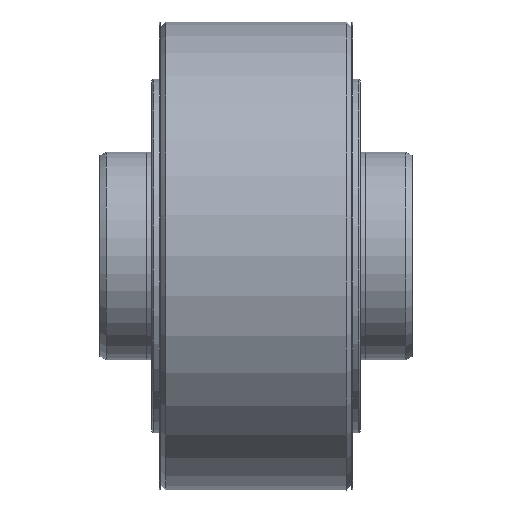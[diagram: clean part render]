
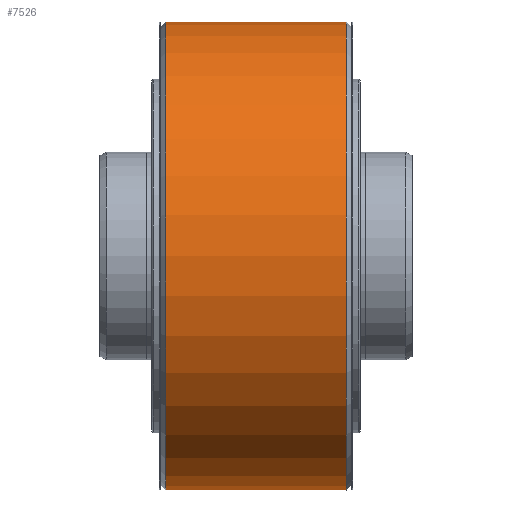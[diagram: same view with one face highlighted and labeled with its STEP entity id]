
A CAD part, top view. The second image highlights one B-rep face of the part: STEP entity #7526.
In plain terms, the highlighted cylindrical face has radius 45 mm (diameter 90 mm), a partial arc.
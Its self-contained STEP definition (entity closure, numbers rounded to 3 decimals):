
#6917=CARTESIAN_POINT('',(-17.4,0.,0.));
#6918=DIRECTION('',(1.,0.,0.));
#6919=DIRECTION('',(0.,1.,0.));
#6920=AXIS2_PLACEMENT_3D('',#6917,#6918,#6919);
#6922=CARTESIAN_POINT('',(-17.4,0.,0.));
#6923=DIRECTION('',(1.,0.,0.));
#6924=DIRECTION('',(0.,0.,1.));
#6925=AXIS2_PLACEMENT_3D('',#6922,#6923,#6924);
#6945=DIRECTION('',(-1.,0.,0.));
#6946=VECTOR('',#6945,34.8);
#6947=CARTESIAN_POINT('',(17.4,45.,0.));
#6948=LINE('',#6947,#6946);
#7063=CARTESIAN_POINT('',(17.4,0.,0.));
#7064=DIRECTION('',(-1.,0.,0.));
#7065=DIRECTION('',(0.,-1.,0.));
#7066=AXIS2_PLACEMENT_3D('',#7063,#7064,#7065);
#7068=CARTESIAN_POINT('',(17.4,0.,0.));
#7069=DIRECTION('',(-1.,0.,0.));
#7070=DIRECTION('',(0.,0.,1.));
#7071=AXIS2_PLACEMENT_3D('',#7068,#7069,#7070);
#7077=DIRECTION('',(-1.,0.,0.));
#7078=VECTOR('',#7077,34.8);
#7079=CARTESIAN_POINT('',(17.4,-45.,0.));
#7080=LINE('',#7079,#7078);
#7289=CARTESIAN_POINT('',(17.4,-45.,0.));
#7290=VERTEX_POINT('',#7289);
#7291=CARTESIAN_POINT('',(17.4,0.,45.));
#7292=CARTESIAN_POINT('',(17.4,45.,0.));
#7293=VERTEX_POINT('',#7291);
#7294=VERTEX_POINT('',#7292);
#7297=CARTESIAN_POINT('',(-17.4,45.,0.));
#7298=VERTEX_POINT('',#7297);
#7301=CARTESIAN_POINT('',(-17.4,-45.,0.));
#7302=VERTEX_POINT('',#7301);
#7303=CARTESIAN_POINT('',(-17.4,0.,45.));
#7304=VERTEX_POINT('',#7303);
#7513=CARTESIAN_POINT('',(-18.4,0.,0.));
#7514=DIRECTION('',(1.,0.,0.));
#7515=DIRECTION('',(0.,-1.,0.));
#7516=AXIS2_PLACEMENT_3D('',#7513,#7514,#7515);
#7517=CYLINDRICAL_SURFACE('',#7516,45.);
#7518=ORIENTED_EDGE('',*,*,#7507,.F.);
#7519=ORIENTED_EDGE('',*,*,#7505,.F.);
#7520=ORIENTED_EDGE('',*,*,#7414,.T.);
#7521=ORIENTED_EDGE('',*,*,#7378,.F.);
#7522=ORIENTED_EDGE('',*,*,#7376,.F.);
#7523=ORIENTED_EDGE('',*,*,#7410,.F.);
#7524=EDGE_LOOP('',(#7518,#7519,#7520,#7521,#7522,#7523));
#7525=FACE_OUTER_BOUND('',#7524,.F.);
#6921=CIRCLE('',#6920,45.);
#6926=CIRCLE('',#6925,45.);
#7067=CIRCLE('',#7066,45.);
#7072=CIRCLE('',#7071,45.);
#7376=EDGE_CURVE('',#7298,#7304,#6921,.T.);
#7378=EDGE_CURVE('',#7304,#7302,#6926,.T.);
#7410=EDGE_CURVE('',#7294,#7298,#6948,.T.);
#7414=EDGE_CURVE('',#7290,#7302,#7080,.T.);
#7505=EDGE_CURVE('',#7290,#7293,#7067,.T.);
#7507=EDGE_CURVE('',#7293,#7294,#7072,.T.);
#7526=ADVANCED_FACE('',(#7525),#7517,.T.);
